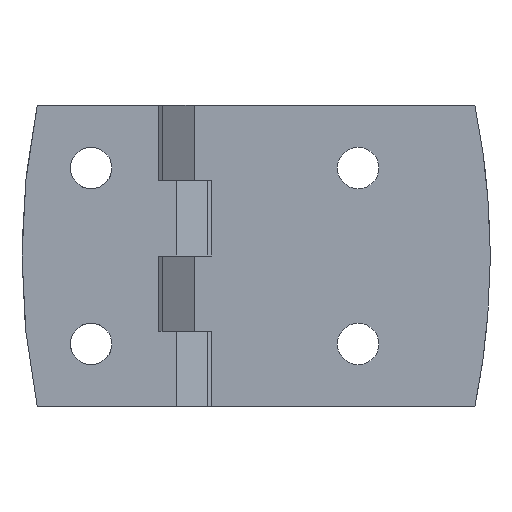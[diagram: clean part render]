
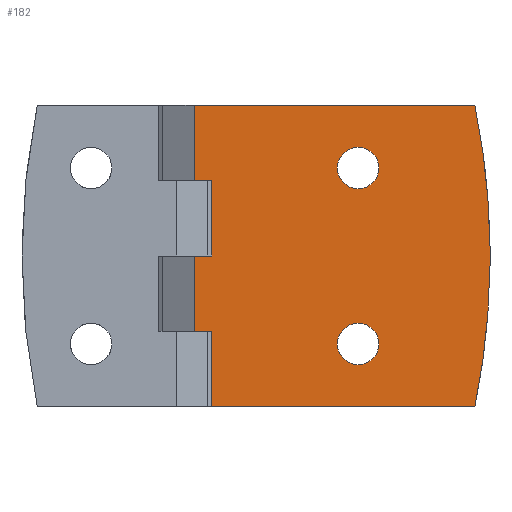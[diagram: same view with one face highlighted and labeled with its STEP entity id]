
A CAD part, front view. The second image highlights one B-rep face of the part: STEP entity #182.
In plain terms, the highlighted planar face has unit normal (0, -1, 0).
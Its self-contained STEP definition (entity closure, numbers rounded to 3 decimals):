
#182 = ADVANCED_FACE( '', ( #359, #360, #361 ), #362, .F. );
#359 = FACE_BOUND( '', #555, .T. );
#360 = FACE_BOUND( '', #556, .T. );
#361 = FACE_OUTER_BOUND( '', #557, .T. );
#362 = PLANE( '', #558 );
#555 = EDGE_LOOP( '', ( #854 ) );
#556 = EDGE_LOOP( '', ( #855 ) );
#557 = EDGE_LOOP( '', ( #856, #857, #858, #859, #860, #861, #862, #863, #864, #865, #866, #867 ) );
#558 = AXIS2_PLACEMENT_3D( '', #868, #869, #870 );
#854 = ORIENTED_EDGE( '', *, *, #1188, .T. );
#855 = ORIENTED_EDGE( '', *, *, #1148, .T. );
#856 = ORIENTED_EDGE( '', *, *, #1201, .T. );
#857 = ORIENTED_EDGE( '', *, *, #1202, .T. );
#858 = ORIENTED_EDGE( '', *, *, #1172, .T. );
#859 = ORIENTED_EDGE( '', *, *, #1203, .T. );
#860 = ORIENTED_EDGE( '', *, *, #1150, .F. );
#861 = ORIENTED_EDGE( '', *, *, #1204, .T. );
#862 = ORIENTED_EDGE( '', *, *, #1179, .F. );
#863 = ORIENTED_EDGE( '', *, *, #1106, .T. );
#864 = ORIENTED_EDGE( '', *, *, #1205, .T. );
#865 = ORIENTED_EDGE( '', *, *, #1109, .F. );
#866 = ORIENTED_EDGE( '', *, *, #1097, .F. );
#867 = ORIENTED_EDGE( '', *, *, #1183, .T. );
#868 = CARTESIAN_POINT( '', ( 1.4, -9., 24. ) );
#869 = DIRECTION( '', ( 0., 1., 0. ) );
#870 = DIRECTION( '', ( 0., 0., 1. ) );
#1097 = EDGE_CURVE( '', #1265, #1266, #1267, .T. );
#1106 = EDGE_CURVE( '', #1283, #1281, #1284, .T. );
#1109 = EDGE_CURVE( '', #1266, #1287, #1288, .T. );
#1148 = EDGE_CURVE( '', #1353, #1353, #1354, .T. );
#1150 = EDGE_CURVE( '', #1356, #1357, #1358, .T. );
#1172 = EDGE_CURVE( '', #1393, #1394, #1395, .T. );
#1179 = EDGE_CURVE( '', #1283, #1403, #1405, .T. );
#1183 = EDGE_CURVE( '', #1265, #1409, #1411, .T. );
#1188 = EDGE_CURVE( '', #1417, #1417, #1418, .T. );
#1201 = EDGE_CURVE( '', #1409, #1436, #1437, .T. );
#1202 = EDGE_CURVE( '', #1436, #1393, #1438, .T. );
#1203 = EDGE_CURVE( '', #1394, #1357, #1439, .F. );
#1204 = EDGE_CURVE( '', #1356, #1403, #1440, .F. );
#1205 = EDGE_CURVE( '', #1281, #1287, #1441, .T. );
#1265 = VERTEX_POINT( '', #1516 );
#1266 = VERTEX_POINT( '', #1517 );
#1267 = LINE( '', #1518, #1519 );
#1281 = VERTEX_POINT( '', #1536 );
#1283 = VERTEX_POINT( '', #1539 );
#1284 = LINE( '', #1540, #1541 );
#1287 = VERTEX_POINT( '', #1545 );
#1288 = LINE( '', #1546, #1547 );
#1353 = VERTEX_POINT( '', #1640 );
#1354 = CIRCLE( '', #1641, 3.3 );
#1356 = VERTEX_POINT( '', #1643 );
#1357 = VERTEX_POINT( '', #1644 );
#1358 = LINE( '', #1645, #1646 );
#1393 = VERTEX_POINT( '', #1809 );
#1394 = VERTEX_POINT( '', #1810 );
#1395 = LINE( '', #1811, #1812 );
#1403 = VERTEX_POINT( '', #1822 );
#1405 = LINE( '', #1825, #1826 );
#1409 = VERTEX_POINT( '', #1831 );
#1411 = LINE( '', #1834, #1835 );
#1417 = VERTEX_POINT( '', #1841 );
#1418 = CIRCLE( '', #1842, 3.3 );
#1436 = VERTEX_POINT( '', #1947 );
#1437 = LINE( '', #1948, #1949 );
#1438 = LINE( '', #1950, #1951 );
#1439 = CIRCLE( '', #1952, 119.985 );
#1440 = CIRCLE( '', #1953, 119.985 );
#1441 = LINE( '', #1954, #1955 );
#1516 = CARTESIAN_POINT( '', ( 1.4, -9., 0. ) );
#1517 = CARTESIAN_POINT( '', ( 4.2, -9., 0. ) );
#1518 = CARTESIAN_POINT( '', ( 1.4, -9., 0. ) );
#1519 = VECTOR( '', #2124, 1000. );
#1536 = CARTESIAN_POINT( '', ( 1.4, -9., 12. ) );
#1539 = CARTESIAN_POINT( '', ( 1.4, -9., 24. ) );
#1540 = CARTESIAN_POINT( '', ( 1.4, -9., 24. ) );
#1541 = VECTOR( '', #2138, 1000. );
#1545 = CARTESIAN_POINT( '', ( 4.2, -9., 12. ) );
#1546 = CARTESIAN_POINT( '', ( 4.2, -9., 24. ) );
#1547 = VECTOR( '', #2140, 1000. );
#1640 = CARTESIAN_POINT( '', ( 27.5, -9., 17.3 ) );
#1641 = AXIS2_PLACEMENT_3D( '', #2194, #2195, #2196 );
#1643 = CARTESIAN_POINT( '', ( 48.49, -9., 1.549 ) );
#1644 = CARTESIAN_POINT( '', ( 48.49, -9., -1.549 ) );
#1645 = CARTESIAN_POINT( '', ( 48.49, -9., 24. ) );
#1646 = VECTOR( '', #2197, 1000. );
#1809 = CARTESIAN_POINT( '', ( 4.2, -9., -24. ) );
#1810 = CARTESIAN_POINT( '', ( 46.075, -9., -24. ) );
#1811 = CARTESIAN_POINT( '', ( 1.4, -9., -24. ) );
#1812 = VECTOR( '', #2224, 1000. );
#1822 = CARTESIAN_POINT( '', ( 46.075, -9., 24. ) );
#1825 = CARTESIAN_POINT( '', ( 1.4, -9., 24. ) );
#1826 = VECTOR( '', #2234, 1000. );
#1831 = CARTESIAN_POINT( '', ( 1.4, -9., -12. ) );
#1834 = CARTESIAN_POINT( '', ( 1.4, -9., 24. ) );
#1835 = VECTOR( '', #2237, 1000. );
#1841 = CARTESIAN_POINT( '', ( 27.5, -9., -10.7 ) );
#1842 = AXIS2_PLACEMENT_3D( '', #2244, #2245, #2246 );
#1947 = CARTESIAN_POINT( '', ( 4.2, -9., -12. ) );
#1948 = CARTESIAN_POINT( '', ( 1.4, -9., -12. ) );
#1949 = VECTOR( '', #2257, 1000. );
#1950 = CARTESIAN_POINT( '', ( 4.2, -9., 24. ) );
#1951 = VECTOR( '', #2258, 1000. );
#1952 = AXIS2_PLACEMENT_3D( '', #2259, #2260, #2261 );
#1953 = AXIS2_PLACEMENT_3D( '', #2262, #2263, #2264 );
#1954 = CARTESIAN_POINT( '', ( 1.4, -9., 12. ) );
#1955 = VECTOR( '', #2265, 1000. );
#2124 = DIRECTION( '', ( 1., 0., 0. ) );
#2138 = DIRECTION( '', ( 0., 0., -1. ) );
#2140 = DIRECTION( '', ( 0., 0., 1. ) );
#2194 = CARTESIAN_POINT( '', ( 27.5, -9., 14. ) );
#2195 = DIRECTION( '', ( 0., 1., 0. ) );
#2196 = DIRECTION( '', ( 0., 0., 1. ) );
#2197 = DIRECTION( '', ( 0., 0., -1. ) );
#2224 = DIRECTION( '', ( 1., 0., 0. ) );
#2234 = DIRECTION( '', ( 1., 0., 0. ) );
#2237 = DIRECTION( '', ( 0., 0., -1. ) );
#2244 = CARTESIAN_POINT( '', ( 27.5, -9., -14. ) );
#2245 = DIRECTION( '', ( 0., 1., 0. ) );
#2246 = DIRECTION( '', ( 0., 0., 1. ) );
#2257 = DIRECTION( '', ( 1., 0., 0. ) );
#2258 = DIRECTION( '', ( 0., 0., -1. ) );
#2259 = CARTESIAN_POINT( '', ( -71.485, -9., 0. ) );
#2260 = DIRECTION( '', ( 0., 1., 0. ) );
#2261 = DIRECTION( '', ( 0., 0., 1. ) );
#2262 = CARTESIAN_POINT( '', ( -71.485, -9., 0. ) );
#2263 = DIRECTION( '', ( 0., 1., 0. ) );
#2264 = DIRECTION( '', ( 0., 0., 1. ) );
#2265 = DIRECTION( '', ( 1., 0., 0. ) );
